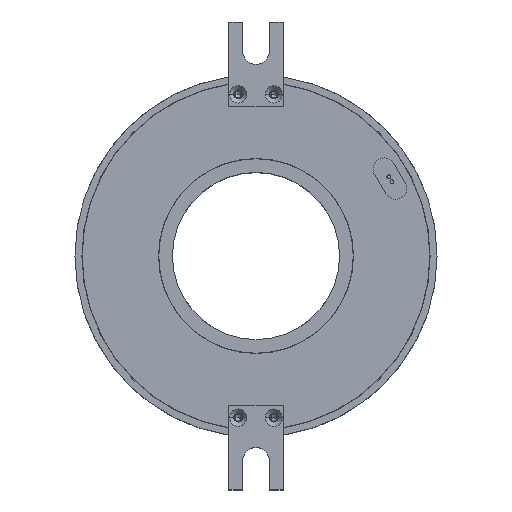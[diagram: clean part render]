
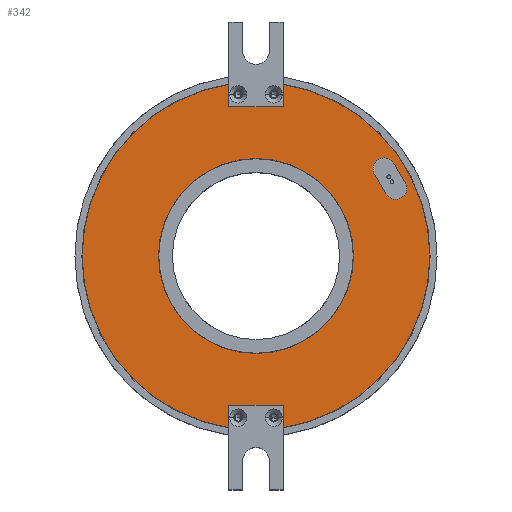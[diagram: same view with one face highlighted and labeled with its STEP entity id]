
A CAD part, top view. The second image highlights one B-rep face of the part: STEP entity #342.
In plain terms, the highlighted planar face has unit normal (0, 0, 1).
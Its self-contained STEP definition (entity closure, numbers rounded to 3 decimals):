
#18 = AXIS2_PLACEMENT_3D ( 'NONE', #3612, #1818, #34 ) ;
#26 = ORIENTED_EDGE ( 'NONE', *, *, #1511, .F. ) ;
#34 = DIRECTION ( 'NONE',  ( 1., 0., 0. ) ) ;
#57 = ORIENTED_EDGE ( 'NONE', *, *, #2573, .F. ) ;
#100 = ORIENTED_EDGE ( 'NONE', *, *, #523, .T. ) ;
#117 = VERTEX_POINT ( 'NONE', #574 ) ;
#120 = CARTESIAN_POINT ( 'NONE',  ( 9.75, -53.5, 44.6 ) ) ;
#135 = DIRECTION ( 'NONE',  ( 1., 0., 0. ) ) ;
#165 = AXIS2_PLACEMENT_3D ( 'NONE', #314, #2359, #604 ) ;
#245 = CARTESIAN_POINT ( 'NONE',  ( 9.75, -84., 44.6 ) ) ;
#254 = DIRECTION ( 'NONE',  ( 1., 0., 0. ) ) ;
#306 = AXIS2_PLACEMENT_3D ( 'NONE', #3522, #1727, #3818 ) ;
#311 = ORIENTED_EDGE ( 'NONE', *, *, #1408, .T. ) ;
#314 = CARTESIAN_POINT ( 'NONE',  ( 0., 0., 44.6 ) ) ;
#321 = PLANE ( 'NONE',  #393 ) ;
#322 = ORIENTED_EDGE ( 'NONE', *, *, #2480, .T. ) ;
#342 = ADVANCED_FACE ( 'NONE', ( #1218, #1908, #3416 ), #321, .T. ) ;
#393 = AXIS2_PLACEMENT_3D ( 'NONE', #1787, #609, #254 ) ;
#416 = LINE ( 'NONE', #2674, #3497 ) ;
#460 = CARTESIAN_POINT ( 'NONE',  ( -9.75, -53.5, 44.6 ) ) ;
#497 = VERTEX_POINT ( 'NONE', #781 ) ;
#507 = DIRECTION ( 'NONE',  ( 0., 0., 1. ) ) ;
#523 = EDGE_CURVE ( 'NONE', #1824, #2574, #849, .T. ) ;
#567 = AXIS2_PLACEMENT_3D ( 'NONE', #974, #3051, #1269 ) ;
#574 = CARTESIAN_POINT ( 'NONE',  ( 9.75, 53.5, 44.6 ) ) ;
#591 = DIRECTION ( 'NONE',  ( 0.509, -0.861, 0. ) ) ;
#604 = DIRECTION ( 'NONE',  ( 1., 0., 0. ) ) ;
#609 = DIRECTION ( 'NONE',  ( 0., 0., 1. ) ) ;
#648 = CIRCLE ( 'NONE', #3692, 4. ) ;
#655 = DIRECTION ( 'NONE',  ( 0., 0., 1. ) ) ;
#683 = DIRECTION ( 'NONE',  ( 1., 0., 0. ) ) ;
#717 = ORIENTED_EDGE ( 'NONE', *, *, #2618, .T. ) ;
#770 = CARTESIAN_POINT ( 'NONE',  ( 62.4, 0., 44.6 ) ) ;
#781 = CARTESIAN_POINT ( 'NONE',  ( -62.4, 0., 44.6 ) ) ;
#842 = DIRECTION ( 'NONE',  ( -0.509, 0.861, 0. ) ) ;
#849 = CIRCLE ( 'NONE', #2827, 62.4 ) ;
#856 = EDGE_LOOP ( 'NONE', ( #1213, #1337, #2802, #1632, #57 ) ) ;
#882 = LINE ( 'NONE', #2612, #1570 ) ;
#885 = CARTESIAN_POINT ( 'NONE',  ( 9.75, 61.634, 44.6 ) ) ;
#932 = VERTEX_POINT ( 'NONE', #934 ) ;
#934 = CARTESIAN_POINT ( 'NONE',  ( 49.473, 33.229, 44.6 ) ) ;
#971 = VERTEX_POINT ( 'NONE', #3720 ) ;
#974 = CARTESIAN_POINT ( 'NONE',  ( 0., 0., 44.6 ) ) ;
#1014 = CIRCLE ( 'NONE', #18, 35. ) ;
#1015 = CARTESIAN_POINT ( 'NONE',  ( 54.099, 24.306, 44.6 ) ) ;
#1045 = DIRECTION ( 'NONE',  ( 0., 0., 1. ) ) ;
#1057 = DIRECTION ( 'NONE',  ( 0., 1., 0. ) ) ;
#1211 = EDGE_CURVE ( 'NONE', #3437, #1779, #3126, .T. ) ;
#1213 = ORIENTED_EDGE ( 'NONE', *, *, #2791, .F. ) ;
#1218 = FACE_OUTER_BOUND ( 'NONE', #2577, .T. ) ;
#1220 = CARTESIAN_POINT ( 'NONE',  ( -9.75, 61.634, 44.6 ) ) ;
#1269 = DIRECTION ( 'NONE',  ( 1., 0., 0. ) ) ;
#1285 = LINE ( 'NONE', #3588, #1894 ) ;
#1316 = VERTEX_POINT ( 'NONE', #2875 ) ;
#1335 = CARTESIAN_POINT ( 'NONE',  ( -9.75, 53.5, 44.6 ) ) ;
#1337 = ORIENTED_EDGE ( 'NONE', *, *, #2487, .F. ) ;
#1349 = DIRECTION ( 'NONE',  ( 0., 0., 1. ) ) ;
#1408 = EDGE_CURVE ( 'NONE', #3437, #497, #1416, .T. ) ;
#1416 = CIRCLE ( 'NONE', #1622, 62.4 ) ;
#1487 = DIRECTION ( 'NONE',  ( 0., 1., 0. ) ) ;
#1505 = ORIENTED_EDGE ( 'NONE', *, *, #2624, .T. ) ;
#1511 = EDGE_CURVE ( 'NONE', #117, #2574, #3240, .T. ) ;
#1551 = VERTEX_POINT ( 'NONE', #3165 ) ;
#1553 = VERTEX_POINT ( 'NONE', #2841 ) ;
#1570 = VECTOR ( 'NONE', #842, 1000. ) ;
#1595 = VERTEX_POINT ( 'NONE', #2521 ) ;
#1615 = CIRCLE ( 'NONE', #1842, 4. ) ;
#1622 = AXIS2_PLACEMENT_3D ( 'NONE', #3709, #1913, #135 ) ;
#1632 = ORIENTED_EDGE ( 'NONE', *, *, #2769, .F. ) ;
#1649 = CARTESIAN_POINT ( 'NONE',  ( -9.75, 53.5, 44.6 ) ) ;
#1663 = VECTOR ( 'NONE', #1721, 1000. ) ;
#1685 = VERTEX_POINT ( 'NONE', #3399 ) ;
#1697 = VERTEX_POINT ( 'NONE', #1015 ) ;
#1721 = DIRECTION ( 'NONE',  ( 0., -1., 0. ) ) ;
#1727 = DIRECTION ( 'NONE',  ( 0., 0., 1. ) ) ;
#1779 = VERTEX_POINT ( 'NONE', #1335 ) ;
#1787 = CARTESIAN_POINT ( 'NONE',  ( 0., 0., 44.6 ) ) ;
#1818 = DIRECTION ( 'NONE',  ( 0., 0., 1. ) ) ;
#1824 = VERTEX_POINT ( 'NONE', #770 ) ;
#1842 = AXIS2_PLACEMENT_3D ( 'NONE', #2824, #1045, #3120 ) ;
#1884 = EDGE_CURVE ( 'NONE', #1779, #117, #3000, .T. ) ;
#1894 = VECTOR ( 'NONE', #2085, 1000. ) ;
#1908 = FACE_BOUND ( 'NONE', #856, .T. ) ;
#1913 = DIRECTION ( 'NONE',  ( 0., 0., 1. ) ) ;
#1964 = VERTEX_POINT ( 'NONE', #120 ) ;
#2085 = DIRECTION ( 'NONE',  ( 1., 0., 0. ) ) ;
#2148 = CARTESIAN_POINT ( 'NONE',  ( 9.75, 53.5, 44.6 ) ) ;
#2159 = CIRCLE ( 'NONE', #165, 35. ) ;
#2261 = CARTESIAN_POINT ( 'NONE',  ( 0., 0., 44.6 ) ) ;
#2313 = EDGE_CURVE ( 'NONE', #1685, #1824, #3821, .T. ) ;
#2339 = ORIENTED_EDGE ( 'NONE', *, *, #1211, .F. ) ;
#2359 = DIRECTION ( 'NONE',  ( 0., 0., 1. ) ) ;
#2410 = CARTESIAN_POINT ( 'NONE',  ( 50.099, 24.306, 44.6 ) ) ;
#2437 = CIRCLE ( 'NONE', #306, 62.4 ) ;
#2480 = EDGE_CURVE ( 'NONE', #1964, #1685, #3256, .T. ) ;
#2481 = EDGE_CURVE ( 'NONE', #497, #1595, #2437, .T. ) ;
#2487 = EDGE_CURVE ( 'NONE', #1551, #932, #882, .T. ) ;
#2514 = VECTOR ( 'NONE', #1057, 1000. ) ;
#2516 = ORIENTED_EDGE ( 'NONE', *, *, #2594, .F. ) ;
#2521 = CARTESIAN_POINT ( 'NONE',  ( -9.75, -61.634, 44.6 ) ) ;
#2525 = CIRCLE ( 'NONE', #2547, 4. ) ;
#2541 = CARTESIAN_POINT ( 'NONE',  ( 42.586, 29.159, 44.6 ) ) ;
#2547 = AXIS2_PLACEMENT_3D ( 'NONE', #2410, #655, #2729 ) ;
#2565 = DIRECTION ( 'NONE',  ( 1., 0., 0. ) ) ;
#2573 = EDGE_CURVE ( 'NONE', #3706, #1316, #2878, .T. ) ;
#2574 = VERTEX_POINT ( 'NONE', #885 ) ;
#2577 = EDGE_LOOP ( 'NONE', ( #322, #3789, #100, #26, #3286, #2339, #311, #2730, #717, #1505 ) ) ;
#2594 = EDGE_CURVE ( 'NONE', #1553, #971, #2159, .T. ) ;
#2612 = CARTESIAN_POINT ( 'NONE',  ( 49.473, 33.229, 44.6 ) ) ;
#2618 = EDGE_CURVE ( 'NONE', #1595, #3621, #416, .T. ) ;
#2624 = EDGE_CURVE ( 'NONE', #3621, #1964, #1285, .T. ) ;
#2643 = EDGE_CURVE ( 'NONE', #971, #1553, #1014, .T. ) ;
#2674 = CARTESIAN_POINT ( 'NONE',  ( -9.75, -53.5, 44.6 ) ) ;
#2729 = DIRECTION ( 'NONE',  ( 1., 0., 0. ) ) ;
#2730 = ORIENTED_EDGE ( 'NONE', *, *, #2481, .T. ) ;
#2769 = EDGE_CURVE ( 'NONE', #1316, #1697, #1615, .T. ) ;
#2791 = EDGE_CURVE ( 'NONE', #932, #3706, #648, .T. ) ;
#2802 = ORIENTED_EDGE ( 'NONE', *, *, #3094, .F. ) ;
#2824 = CARTESIAN_POINT ( 'NONE',  ( 50.099, 24.306, 44.6 ) ) ;
#2827 = AXIS2_PLACEMENT_3D ( 'NONE', #2261, #507, #2565 ) ;
#2841 = CARTESIAN_POINT ( 'NONE',  ( 35., 0., 44.6 ) ) ;
#2875 = CARTESIAN_POINT ( 'NONE',  ( 46.656, 22.271, 44.6 ) ) ;
#2878 = LINE ( 'NONE', #3242, #3772 ) ;
#3000 = LINE ( 'NONE', #2148, #3700 ) ;
#3051 = DIRECTION ( 'NONE',  ( 0., 0., 1. ) ) ;
#3094 = EDGE_CURVE ( 'NONE', #1697, #1551, #2525, .T. ) ;
#3120 = DIRECTION ( 'NONE',  ( 1., 0., 0. ) ) ;
#3126 = LINE ( 'NONE', #1649, #3841 ) ;
#3138 = CARTESIAN_POINT ( 'NONE',  ( 46.03, 31.194, 44.6 ) ) ;
#3139 = CARTESIAN_POINT ( 'NONE',  ( 9.75, 84., 44.6 ) ) ;
#3165 = CARTESIAN_POINT ( 'NONE',  ( 53.543, 26.341, 44.6 ) ) ;
#3240 = LINE ( 'NONE', #3139, #2514 ) ;
#3242 = CARTESIAN_POINT ( 'NONE',  ( 42.586, 29.159, 44.6 ) ) ;
#3256 = LINE ( 'NONE', #245, #1663 ) ;
#3286 = ORIENTED_EDGE ( 'NONE', *, *, #1884, .F. ) ;
#3399 = CARTESIAN_POINT ( 'NONE',  ( 9.75, -61.634, 44.6 ) ) ;
#3416 = FACE_BOUND ( 'NONE', #3665, .T. ) ;
#3437 = VERTEX_POINT ( 'NONE', #1220 ) ;
#3450 = DIRECTION ( 'NONE',  ( 1., 0., 0. ) ) ;
#3497 = VECTOR ( 'NONE', #1487, 1000. ) ;
#3522 = CARTESIAN_POINT ( 'NONE',  ( 0., 0., 44.6 ) ) ;
#3588 = CARTESIAN_POINT ( 'NONE',  ( 9.75, -53.5, 44.6 ) ) ;
#3612 = CARTESIAN_POINT ( 'NONE',  ( 0., 0., 44.6 ) ) ;
#3621 = VERTEX_POINT ( 'NONE', #460 ) ;
#3665 = EDGE_LOOP ( 'NONE', ( #2516, #3742 ) ) ;
#3692 = AXIS2_PLACEMENT_3D ( 'NONE', #3138, #1349, #3450 ) ;
#3700 = VECTOR ( 'NONE', #683, 1000. ) ;
#3706 = VERTEX_POINT ( 'NONE', #2541 ) ;
#3709 = CARTESIAN_POINT ( 'NONE',  ( 0., 0., 44.6 ) ) ;
#3720 = CARTESIAN_POINT ( 'NONE',  ( -35., 0., 44.6 ) ) ;
#3735 = DIRECTION ( 'NONE',  ( 0., -1., 0. ) ) ;
#3742 = ORIENTED_EDGE ( 'NONE', *, *, #2643, .F. ) ;
#3772 = VECTOR ( 'NONE', #591, 1000. ) ;
#3789 = ORIENTED_EDGE ( 'NONE', *, *, #2313, .T. ) ;
#3818 = DIRECTION ( 'NONE',  ( 1., 0., 0. ) ) ;
#3821 = CIRCLE ( 'NONE', #567, 62.4 ) ;
#3841 = VECTOR ( 'NONE', #3735, 1000. ) ;
